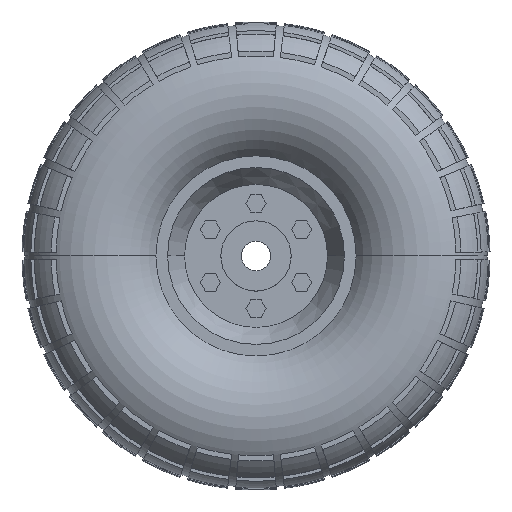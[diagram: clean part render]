
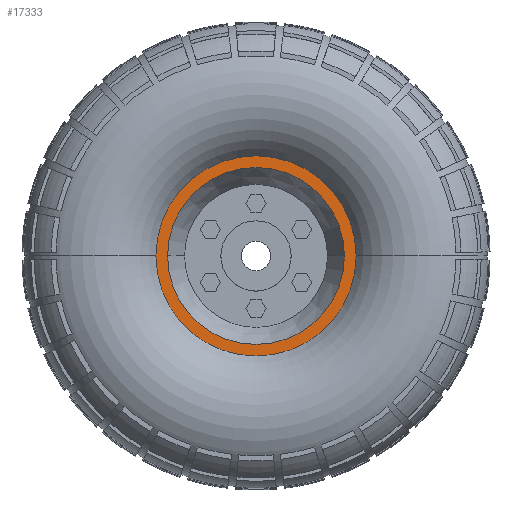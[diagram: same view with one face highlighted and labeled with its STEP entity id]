
A CAD part, top view. The second image highlights one B-rep face of the part: STEP entity #17333.
In plain terms, the highlighted planar face has unit normal (0, 0, 1).
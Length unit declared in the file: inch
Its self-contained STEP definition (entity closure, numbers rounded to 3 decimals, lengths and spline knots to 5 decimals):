
#1416 = AXIS2_PLACEMENT_3D ( 'NONE', #1619, #1620, #1621 ) ;
#1602 = FACE_OUTER_BOUND ( 'NONE', #25764, .T. ) ;
#1608 = FACE_BOUND ( 'NONE', #17249, .T. ) ;
#1609 = PLANE ( 'NONE',  #1416 ) ;
#1619 = CARTESIAN_POINT ( 'NONE',  ( 0., 1.88846, 0.75 ) ) ;
#1620 = DIRECTION ( 'NONE',  ( 0., 0., -1. ) ) ;
#1621 = DIRECTION ( 'NONE',  ( -1., 0., 0. ) ) ;
#2170 = CARTESIAN_POINT ( 'NONE',  ( 0., 0., 0.75 ) ) ;
#2171 = DIRECTION ( 'NONE',  ( 0., 0., 1. ) ) ;
#2172 = DIRECTION ( 'NONE',  ( 1., 0., 0. ) ) ;
#2578 = CIRCLE ( 'NONE', #2584, 2.13846 ) ;
#2584 = AXIS2_PLACEMENT_3D ( 'NONE', #2170, #2171, #2172 ) ;
#5474 = CIRCLE ( 'NONE', #5477, 2.13846 ) ;
#5477 = AXIS2_PLACEMENT_3D ( 'NONE', #6015, #6016, #6017 ) ;
#6015 = CARTESIAN_POINT ( 'NONE',  ( 0., 0., 0.75 ) ) ;
#6016 = DIRECTION ( 'NONE',  ( 0., 0., 1. ) ) ;
#6017 = DIRECTION ( 'NONE',  ( 1., 0., 0. ) ) ;
#10186 = CARTESIAN_POINT ( 'NONE',  ( -1.88846, 0., 0.75 ) ) ;
#10187 = CARTESIAN_POINT ( 'NONE',  ( 1.88846, 0., 0.75 ) ) ;
#10682 = CARTESIAN_POINT ( 'NONE',  ( 2.13846, 0., 0.75 ) ) ;
#10683 = CARTESIAN_POINT ( 'NONE',  ( -2.13846, 0., 0.75 ) ) ;
#16439 = EDGE_CURVE ( 'NONE', #21351, #21352, #17128, .T. ) ;
#16719 = EDGE_CURVE ( 'NONE', #21352, #21351, #21885, .T. ) ;
#17123 = AXIS2_PLACEMENT_3D ( 'NONE', #25884, #25885, #25886 ) ;
#17128 = CIRCLE ( 'NONE', #17123, 1.88846 ) ;
#17249 = EDGE_LOOP ( 'NONE', ( #18062, #18063 ) ) ;
#17333 = ADVANCED_FACE ( 'NONE', ( #1608, #1602 ), #1609, .F. ) ;
#18062 = ORIENTED_EDGE ( 'NONE', *, *, #16719, .F. ) ;
#18063 = ORIENTED_EDGE ( 'NONE', *, *, #16439, .F. ) ;
#18064 = ORIENTED_EDGE ( 'NONE', *, *, #19429, .T. ) ;
#18065 = ORIENTED_EDGE ( 'NONE', *, *, #18181, .T. ) ;
#18181 = EDGE_CURVE ( 'NONE', #23739, #23738, #2578, .T. ) ;
#19429 = EDGE_CURVE ( 'NONE', #23738, #23739, #5474, .T. ) ;
#21351 = VERTEX_POINT ( 'NONE', #10186 ) ;
#21352 = VERTEX_POINT ( 'NONE', #10187 ) ;
#21885 = CIRCLE ( 'NONE', #21888, 1.88846 ) ;
#21888 = AXIS2_PLACEMENT_3D ( 'NONE', #26353, #26354, #26355 ) ;
#23738 = VERTEX_POINT ( 'NONE', #10682 ) ;
#23739 = VERTEX_POINT ( 'NONE', #10683 ) ;
#25764 = EDGE_LOOP ( 'NONE', ( #18064, #18065 ) ) ;
#25884 = CARTESIAN_POINT ( 'NONE',  ( 0., 0., 0.75 ) ) ;
#25885 = DIRECTION ( 'NONE',  ( 0., 0., 1. ) ) ;
#25886 = DIRECTION ( 'NONE',  ( 1., 0., 0. ) ) ;
#26353 = CARTESIAN_POINT ( 'NONE',  ( 0., 0., 0.75 ) ) ;
#26354 = DIRECTION ( 'NONE',  ( 0., 0., 1. ) ) ;
#26355 = DIRECTION ( 'NONE',  ( 1., 0., 0. ) ) ;
